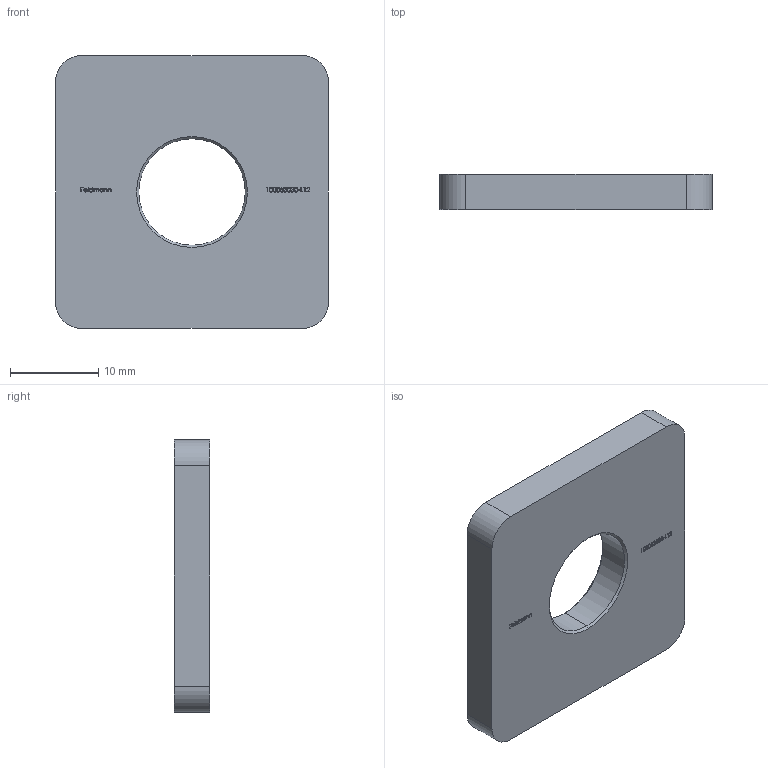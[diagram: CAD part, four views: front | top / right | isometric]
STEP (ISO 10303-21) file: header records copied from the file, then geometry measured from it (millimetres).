
FILE_DESCRIPTION (( 'STEP AP203' ), '1' );
FILE_NAME ('100053030-L12.step', '2019-07-04T07:48:50', ( '' ), ( '' ), 'SwSTEP 2.0', 'SolidWorks 2015', '' );
FILE_SCHEMA (( 'CONFIG_CONTROL_DESIGN' ));
Length unit declared in the file: millimetre
Products named in the file (1): 100053030-L12
Bounding box: 31 x 4 x 31 mm (x, y, z)
Volume: 3350.6 mm3; surface area: 2297.7 mm2
Topology: 1 solids, 1 shells, 274 faces, 725 edges, 482 vertices
Faces by surface type: bspline 135, plane 129, cylinder 6, cone 4
Entity records: 16520 total; most frequent: CARTESIAN_POINT 10553, ORIENTED_EDGE 1450, DIRECTION 751, EDGE_CURVE 725, VERTEX_POINT 482, VECTOR 439, LINE 439, EDGE_LOOP 305
